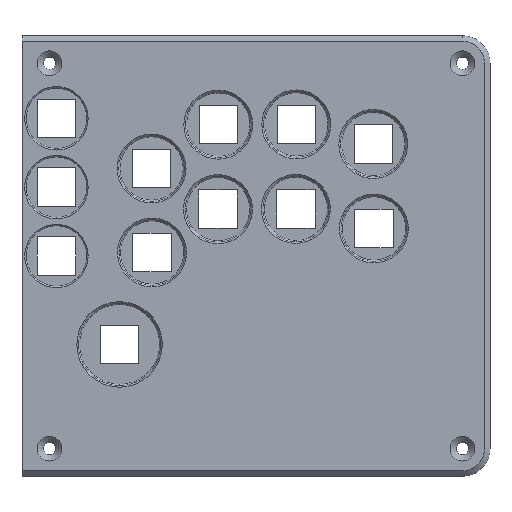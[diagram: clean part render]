
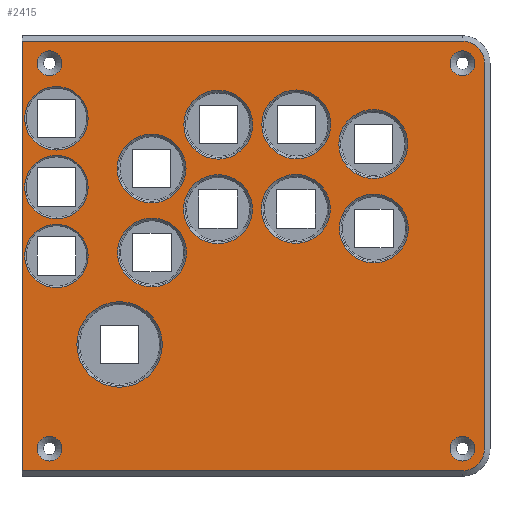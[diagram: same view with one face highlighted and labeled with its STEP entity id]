
A CAD part, top view. The second image highlights one B-rep face of the part: STEP entity #2415.
In plain terms, the highlighted planar face has unit normal (0, 0, 1).
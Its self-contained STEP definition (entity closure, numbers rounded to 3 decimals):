
#62=FACE_BOUND('',#416,.T.);
#63=FACE_BOUND('',#417,.T.);
#64=FACE_BOUND('',#418,.T.);
#65=FACE_BOUND('',#419,.T.);
#66=FACE_BOUND('',#420,.T.);
#67=FACE_BOUND('',#421,.T.);
#68=FACE_BOUND('',#422,.T.);
#69=FACE_BOUND('',#423,.T.);
#70=FACE_BOUND('',#424,.T.);
#71=FACE_BOUND('',#425,.T.);
#72=FACE_BOUND('',#426,.T.);
#73=FACE_BOUND('',#427,.T.);
#74=FACE_BOUND('',#428,.T.);
#75=FACE_BOUND('',#429,.T.);
#76=FACE_BOUND('',#430,.T.);
#77=FACE_BOUND('',#431,.T.);
#151=PLANE('',#2604);
#246=FACE_OUTER_BOUND('',#415,.T.);
#415=EDGE_LOOP('',(#1958,#1959,#1960,#1961,#1962,#1963));
#416=EDGE_LOOP('',(#1964));
#417=EDGE_LOOP('',(#1965));
#418=EDGE_LOOP('',(#1966));
#419=EDGE_LOOP('',(#1967));
#420=EDGE_LOOP('',(#1968));
#421=EDGE_LOOP('',(#1969));
#422=EDGE_LOOP('',(#1970));
#423=EDGE_LOOP('',(#1971));
#424=EDGE_LOOP('',(#1972));
#425=EDGE_LOOP('',(#1973));
#426=EDGE_LOOP('',(#1974));
#427=EDGE_LOOP('',(#1975));
#428=EDGE_LOOP('',(#1976));
#429=EDGE_LOOP('',(#1977));
#430=EDGE_LOOP('',(#1978));
#431=EDGE_LOOP('',(#1979));
#672=LINE('',#3886,#898);
#673=LINE('',#3888,#899);
#674=LINE('',#3890,#900);
#675=LINE('',#3894,#901);
#898=VECTOR('',#3129,10.);
#899=VECTOR('',#3130,10.);
#900=VECTOR('',#3131,10.);
#901=VECTOR('',#3134,10.);
#993=CIRCLE('',#2601,11.525);
#996=CIRCLE('',#2605,8.);
#997=CIRCLE('',#2606,8.);
#998=CIRCLE('',#2607,11.525);
#999=CIRCLE('',#2608,12.525);
#1000=CIRCLE('',#2609,12.525);
#1001=CIRCLE('',#2610,12.525);
#1002=CIRCLE('',#2611,12.525);
#1003=CIRCLE('',#2612,4.5);
#1004=CIRCLE('',#2613,4.5);
#1005=CIRCLE('',#2614,4.5);
#1006=CIRCLE('',#2615,4.5);
#1007=CIRCLE('',#2616,15.525);
#1008=CIRCLE('',#2617,12.525);
#1009=CIRCLE('',#2618,12.525);
#1010=CIRCLE('',#2619,12.525);
#1011=CIRCLE('',#2620,12.525);
#1012=CIRCLE('',#2621,11.525);
#1204=VERTEX_POINT('',#3876);
#1207=VERTEX_POINT('',#3884);
#1208=VERTEX_POINT('',#3885);
#1209=VERTEX_POINT('',#3887);
#1210=VERTEX_POINT('',#3889);
#1211=VERTEX_POINT('',#3891);
#1212=VERTEX_POINT('',#3893);
#1213=VERTEX_POINT('',#3896);
#1214=VERTEX_POINT('',#3898);
#1215=VERTEX_POINT('',#3900);
#1216=VERTEX_POINT('',#3902);
#1217=VERTEX_POINT('',#3904);
#1218=VERTEX_POINT('',#3906);
#1219=VERTEX_POINT('',#3908);
#1220=VERTEX_POINT('',#3910);
#1221=VERTEX_POINT('',#3912);
#1222=VERTEX_POINT('',#3914);
#1223=VERTEX_POINT('',#3916);
#1224=VERTEX_POINT('',#3918);
#1225=VERTEX_POINT('',#3920);
#1226=VERTEX_POINT('',#3922);
#1227=VERTEX_POINT('',#3924);
#1485=EDGE_CURVE('',#1204,#1204,#993,.T.);
#1489=EDGE_CURVE('',#1207,#1208,#672,.T.);
#1490=EDGE_CURVE('',#1207,#1209,#673,.T.);
#1491=EDGE_CURVE('',#1210,#1209,#674,.T.);
#1492=EDGE_CURVE('',#1211,#1210,#996,.T.);
#1493=EDGE_CURVE('',#1212,#1211,#675,.T.);
#1494=EDGE_CURVE('',#1208,#1212,#997,.T.);
#1495=EDGE_CURVE('',#1213,#1213,#998,.T.);
#1496=EDGE_CURVE('',#1214,#1214,#999,.T.);
#1497=EDGE_CURVE('',#1215,#1215,#1000,.T.);
#1498=EDGE_CURVE('',#1216,#1216,#1001,.T.);
#1499=EDGE_CURVE('',#1217,#1217,#1002,.T.);
#1500=EDGE_CURVE('',#1218,#1218,#1003,.T.);
#1501=EDGE_CURVE('',#1219,#1219,#1004,.T.);
#1502=EDGE_CURVE('',#1220,#1220,#1005,.T.);
#1503=EDGE_CURVE('',#1221,#1221,#1006,.T.);
#1504=EDGE_CURVE('',#1222,#1222,#1007,.T.);
#1505=EDGE_CURVE('',#1223,#1223,#1008,.T.);
#1506=EDGE_CURVE('',#1224,#1224,#1009,.T.);
#1507=EDGE_CURVE('',#1225,#1225,#1010,.T.);
#1508=EDGE_CURVE('',#1226,#1226,#1011,.T.);
#1509=EDGE_CURVE('',#1227,#1227,#1012,.T.);
#1958=ORIENTED_EDGE('',*,*,#1489,.F.);
#1959=ORIENTED_EDGE('',*,*,#1490,.T.);
#1960=ORIENTED_EDGE('',*,*,#1491,.F.);
#1961=ORIENTED_EDGE('',*,*,#1492,.F.);
#1962=ORIENTED_EDGE('',*,*,#1493,.F.);
#1963=ORIENTED_EDGE('',*,*,#1494,.F.);
#1964=ORIENTED_EDGE('',*,*,#1495,.F.);
#1965=ORIENTED_EDGE('',*,*,#1496,.F.);
#1966=ORIENTED_EDGE('',*,*,#1497,.F.);
#1967=ORIENTED_EDGE('',*,*,#1498,.F.);
#1968=ORIENTED_EDGE('',*,*,#1499,.F.);
#1969=ORIENTED_EDGE('',*,*,#1500,.F.);
#1970=ORIENTED_EDGE('',*,*,#1501,.F.);
#1971=ORIENTED_EDGE('',*,*,#1502,.F.);
#1972=ORIENTED_EDGE('',*,*,#1503,.F.);
#1973=ORIENTED_EDGE('',*,*,#1504,.F.);
#1974=ORIENTED_EDGE('',*,*,#1505,.F.);
#1975=ORIENTED_EDGE('',*,*,#1506,.F.);
#1976=ORIENTED_EDGE('',*,*,#1507,.F.);
#1977=ORIENTED_EDGE('',*,*,#1508,.F.);
#1978=ORIENTED_EDGE('',*,*,#1509,.F.);
#1979=ORIENTED_EDGE('',*,*,#1485,.F.);
#2415=ADVANCED_FACE('',(#246,#62,#63,#64,#65,#66,#67,#68,#69,#70,#71,#72,
#73,#74,#75,#76,#77),#151,.T.);
#2601=AXIS2_PLACEMENT_3D('',#3877,#3120,#3121);
#2604=AXIS2_PLACEMENT_3D('',#3883,#3127,#3128);
#2605=AXIS2_PLACEMENT_3D('',#3892,#3132,#3133);
#2606=AXIS2_PLACEMENT_3D('',#3895,#3135,#3136);
#2607=AXIS2_PLACEMENT_3D('',#3897,#3137,#3138);
#2608=AXIS2_PLACEMENT_3D('',#3899,#3139,#3140);
#2609=AXIS2_PLACEMENT_3D('',#3901,#3141,#3142);
#2610=AXIS2_PLACEMENT_3D('',#3903,#3143,#3144);
#2611=AXIS2_PLACEMENT_3D('',#3905,#3145,#3146);
#2612=AXIS2_PLACEMENT_3D('',#3907,#3147,#3148);
#2613=AXIS2_PLACEMENT_3D('',#3909,#3149,#3150);
#2614=AXIS2_PLACEMENT_3D('',#3911,#3151,#3152);
#2615=AXIS2_PLACEMENT_3D('',#3913,#3153,#3154);
#2616=AXIS2_PLACEMENT_3D('',#3915,#3155,#3156);
#2617=AXIS2_PLACEMENT_3D('',#3917,#3157,#3158);
#2618=AXIS2_PLACEMENT_3D('',#3919,#3159,#3160);
#2619=AXIS2_PLACEMENT_3D('',#3921,#3161,#3162);
#2620=AXIS2_PLACEMENT_3D('',#3923,#3163,#3164);
#2621=AXIS2_PLACEMENT_3D('',#3925,#3165,#3166);
#3120=DIRECTION('center_axis',(0.,0.,1.));
#3121=DIRECTION('ref_axis',(-1.,0.,0.));
#3127=DIRECTION('center_axis',(0.,0.,1.));
#3128=DIRECTION('ref_axis',(-1.,0.,0.));
#3129=DIRECTION('',(1.,0.,0.));
#3130=DIRECTION('',(0.,-1.,0.));
#3131=DIRECTION('',(-1.,0.,0.));
#3132=DIRECTION('center_axis',(0.,0.,-1.));
#3133=DIRECTION('ref_axis',(0.,-1.,0.));
#3134=DIRECTION('',(0.,-1.,0.));
#3135=DIRECTION('center_axis',(0.,0.,-1.));
#3136=DIRECTION('ref_axis',(1.,0.,0.));
#3137=DIRECTION('center_axis',(0.,0.,1.));
#3138=DIRECTION('ref_axis',(-1.,0.,0.));
#3139=DIRECTION('center_axis',(0.,0.,1.));
#3140=DIRECTION('ref_axis',(-1.,0.,0.));
#3141=DIRECTION('center_axis',(0.,0.,1.));
#3142=DIRECTION('ref_axis',(-1.,0.,0.));
#3143=DIRECTION('center_axis',(0.,0.,1.));
#3144=DIRECTION('ref_axis',(-1.,0.,0.));
#3145=DIRECTION('center_axis',(0.,0.,1.));
#3146=DIRECTION('ref_axis',(-1.,0.,0.));
#3147=DIRECTION('center_axis',(0.,0.,1.));
#3148=DIRECTION('ref_axis',(-1.,0.,0.));
#3149=DIRECTION('center_axis',(0.,0.,1.));
#3150=DIRECTION('ref_axis',(-1.,0.,0.));
#3151=DIRECTION('center_axis',(0.,0.,1.));
#3152=DIRECTION('ref_axis',(-1.,0.,0.));
#3153=DIRECTION('center_axis',(0.,0.,1.));
#3154=DIRECTION('ref_axis',(-1.,0.,0.));
#3155=DIRECTION('center_axis',(0.,0.,1.));
#3156=DIRECTION('ref_axis',(-1.,0.,0.));
#3157=DIRECTION('center_axis',(0.,0.,1.));
#3158=DIRECTION('ref_axis',(-1.,0.,0.));
#3159=DIRECTION('center_axis',(0.,0.,1.));
#3160=DIRECTION('ref_axis',(-1.,0.,0.));
#3161=DIRECTION('center_axis',(0.,0.,1.));
#3162=DIRECTION('ref_axis',(-1.,0.,0.));
#3163=DIRECTION('center_axis',(0.,0.,1.));
#3164=DIRECTION('ref_axis',(-1.,0.,0.));
#3165=DIRECTION('center_axis',(0.,0.,1.));
#3166=DIRECTION('ref_axis',(-1.,0.,0.));
#3876=CARTESIAN_POINT('',(24.025,0.,26.));
#3877=CARTESIAN_POINT('Origin',(12.5,0.,26.));
#3883=CARTESIAN_POINT('Origin',(85.,0.,26.));
#3884=CARTESIAN_POINT('',(0.001,78.,26.));
#3885=CARTESIAN_POINT('',(160.,78.,26.));
#3886=CARTESIAN_POINT('',(122.5,78.,26.));
#3887=CARTESIAN_POINT('',(0.001,-78.,26.));
#3888=CARTESIAN_POINT('',(0.001,80.,26.));
#3889=CARTESIAN_POINT('',(160.001,-78.,26.));
#3890=CARTESIAN_POINT('',(42.501,-78.,26.));
#3891=CARTESIAN_POINT('',(168.,-70.,26.));
#3892=CARTESIAN_POINT('Origin',(160.,-70.,26.));
#3893=CARTESIAN_POINT('',(168.,70.,26.));
#3894=CARTESIAN_POINT('',(168.,-35.,26.));
#3895=CARTESIAN_POINT('Origin',(160.,70.,26.));
#3896=CARTESIAN_POINT('',(24.025,50.,26.));
#3897=CARTESIAN_POINT('Origin',(12.5,50.,26.));
#3898=CARTESIAN_POINT('',(112.172,47.803,26.));
#3899=CARTESIAN_POINT('Origin',(99.647,47.803,26.));
#3900=CARTESIAN_POINT('',(140.353,9.989,26.));
#3901=CARTESIAN_POINT('Origin',(127.828,9.989,26.));
#3902=CARTESIAN_POINT('',(83.726,17.007,26.));
#3903=CARTESIAN_POINT('Origin',(71.201,17.007,26.));
#3904=CARTESIAN_POINT('',(59.754,1.261,26.));
#3905=CARTESIAN_POINT('Origin',(47.229,1.261,26.));
#3906=CARTESIAN_POINT('',(164.5,-70.,26.));
#3907=CARTESIAN_POINT('Origin',(160.,-70.,26.));
#3908=CARTESIAN_POINT('',(14.501,70.,26.));
#3909=CARTESIAN_POINT('Origin',(10.001,70.,26.));
#3910=CARTESIAN_POINT('',(14.501,-70.,26.));
#3911=CARTESIAN_POINT('Origin',(10.001,-70.,26.));
#3912=CARTESIAN_POINT('',(164.5,70.,26.));
#3913=CARTESIAN_POINT('Origin',(160.,70.,26.));
#3914=CARTESIAN_POINT('',(50.964,-32.136,26.));
#3915=CARTESIAN_POINT('Origin',(35.439,-32.136,26.));
#3916=CARTESIAN_POINT('',(59.583,31.776,26.));
#3917=CARTESIAN_POINT('Origin',(47.058,31.776,26.));
#3918=CARTESIAN_POINT('',(111.996,17.098,26.));
#3919=CARTESIAN_POINT('Origin',(99.471,17.098,26.));
#3920=CARTESIAN_POINT('',(140.133,40.669,26.));
#3921=CARTESIAN_POINT('Origin',(127.608,40.669,26.));
#3922=CARTESIAN_POINT('',(83.825,47.709,26.));
#3923=CARTESIAN_POINT('Origin',(71.3,47.709,26.));
#3924=CARTESIAN_POINT('',(24.025,25.,26.));
#3925=CARTESIAN_POINT('Origin',(12.5,25.,26.));
